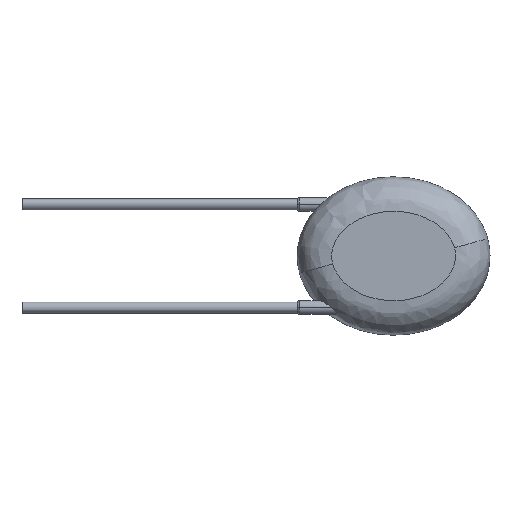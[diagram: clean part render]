
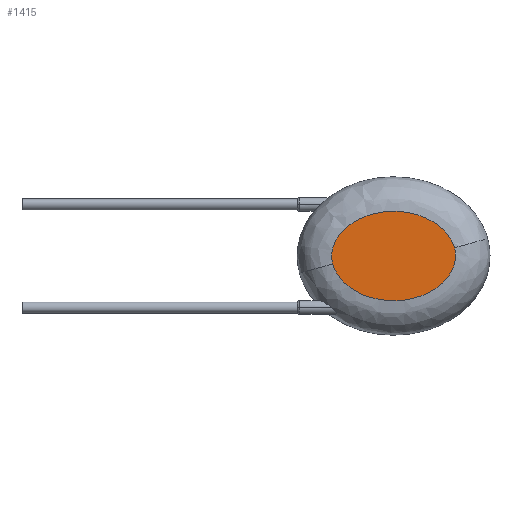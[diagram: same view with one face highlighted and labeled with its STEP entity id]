
A CAD part, left-side view. The second image highlights one B-rep face of the part: STEP entity #1415.
In plain terms, the highlighted planar face has unit normal (-1, 0, 0).
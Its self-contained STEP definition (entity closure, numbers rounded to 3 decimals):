
#64 = CARTESIAN_POINT ( 'NONE',  ( 0., -4.502, 0.097 ) ) ;
#76 = CARTESIAN_POINT ( 'NONE',  ( 0., 1.424, -3.083 ) ) ;
#195 = CARTESIAN_POINT ( 'NONE',  ( 0., -0.424, 3.257 ) ) ;
#204 = CARTESIAN_POINT ( 'NONE',  ( 0., -4.215, -1.14 ) ) ;
#215 = CARTESIAN_POINT ( 'NONE',  ( 0., -3.254, 2.23 ) ) ;
#236 = CARTESIAN_POINT ( 'NONE',  ( 0., 3.82, -1.703 ) ) ;
#251 = CARTESIAN_POINT ( 'NONE',  ( 0., 4.408, 0.683 ) ) ;
#288 = PLANE ( 'NONE',  #1368 ) ;
#300 = CARTESIAN_POINT ( 'NONE',  ( 0., 0., 0. ) ) ;
#331 = CARTESIAN_POINT ( 'NONE',  ( 0., -2.831, 2.515 ) ) ;
#360 = CARTESIAN_POINT ( 'NONE',  ( 0., -3.588, -1.946 ) ) ;
#370 = CARTESIAN_POINT ( 'NONE',  ( 0., -4.476, 0.35 ) ) ;
#414 = B_SPLINE_CURVE_WITH_KNOTS ( 'NONE', 3,
 ( #877, #890, #1610, #1177, #1590, #907, #215, #331, #1452, #771, #1332, #195, #1189, #809, #1798, #942, #1089, #1787, #1228, #817, #786, #1664, #1213, #1220, #1508, #251, #531, #522, #1383, #1647 ),
 .UNSPECIFIED., .F., .F.,
 ( 4, 2, 2, 2, 2, 2, 2, 2, 2, 2, 2, 2, 2, 2, 4 ),
 ( 0.013, 0.014, 0.014, 0.015, 0.016, 0.018, 0.019, 0.02, 0.021, 0.021, 0.022, 0.023, 0.024, 0.024, 0.025 ),
 .UNSPECIFIED. ) ;
#478 = CARTESIAN_POINT ( 'NONE',  ( 0., 3.46, -2.063 ) ) ;
#487 = CARTESIAN_POINT ( 'NONE',  ( 0., 4.422, -0.586 ) ) ;
#498 = CARTESIAN_POINT ( 'NONE',  ( 0., -4.082, -1.36 ) ) ;
#508 = CARTESIAN_POINT ( 'NONE',  ( 0., -2.543, -2.672 ) ) ;
#522 = CARTESIAN_POINT ( 'NONE',  ( 0., 4.513, -0.079 ) ) ;
#531 = CARTESIAN_POINT ( 'NONE',  ( 0., 4.472, 0.435 ) ) ;
#627 = CARTESIAN_POINT ( 'NONE',  ( 0., 2.153, -2.848 ) ) ;
#655 = CARTESIAN_POINT ( 'NONE',  ( 0., 2.836, -2.512 ) ) ;
#663 = EDGE_CURVE ( 'NONE', #1669, #887, #414, .T. ) ;
#702 = EDGE_LOOP ( 'NONE', ( #1555, #1040 ) ) ;
#771 = CARTESIAN_POINT ( 'NONE',  ( 0., -1.918, 2.956 ) ) ;
#781 = CARTESIAN_POINT ( 'NONE',  ( 0., 3.984, -1.502 ) ) ;
#786 = CARTESIAN_POINT ( 'NONE',  ( 0., 3.186, 2.282 ) ) ;
#792 = CARTESIAN_POINT ( 'NONE',  ( 0., -2.984, -2.419 ) ) ;
#809 = CARTESIAN_POINT ( 'NONE',  ( 0., 0.841, 3.196 ) ) ;
#817 = CARTESIAN_POINT ( 'NONE',  ( 0., 2.976, 2.424 ) ) ;
#867 = DIRECTION ( 'NONE',  ( 0., 0., -1. ) ) ;
#877 = CARTESIAN_POINT ( 'NONE',  ( 0., -4.419, 0.597 ) ) ;
#887 = VERTEX_POINT ( 'NONE', #1180 ) ;
#890 = CARTESIAN_POINT ( 'NONE',  ( 0., -4.353, 0.842 ) ) ;
#895 = CARTESIAN_POINT ( 'NONE',  ( 0., -4.453, 0.475 ) ) ;
#905 = CARTESIAN_POINT ( 'NONE',  ( 0., -4.465, -0.414 ) ) ;
#907 = CARTESIAN_POINT ( 'NONE',  ( 0., -3.451, 2.071 ) ) ;
#921 = CARTESIAN_POINT ( 'NONE',  ( 0., 4.356, -0.836 ) ) ;
#937 = CARTESIAN_POINT ( 'NONE',  ( 0., -1.098, -3.154 ) ) ;
#942 = CARTESIAN_POINT ( 'NONE',  ( 0., 1.587, 3.04 ) ) ;
#1030 = CARTESIAN_POINT ( 'NONE',  ( 0., -0.342, -3.246 ) ) ;
#1039 = CARTESIAN_POINT ( 'NONE',  ( 0., 1.177, -3.139 ) ) ;
#1040 = ORIENTED_EDGE ( 'NONE', *, *, #663, .T. ) ;
#1076 = CARTESIAN_POINT ( 'NONE',  ( 0., -4.419, 0.597 ) ) ;
#1089 = CARTESIAN_POINT ( 'NONE',  ( 0., 1.829, 2.967 ) ) ;
#1166 = CARTESIAN_POINT ( 'NONE',  ( 0., 3.258, -2.226 ) ) ;
#1175 = CARTESIAN_POINT ( 'NONE',  ( 0., 0.678, -3.217 ) ) ;
#1177 = CARTESIAN_POINT ( 'NONE',  ( 0., -3.977, 1.511 ) ) ;
#1180 = CARTESIAN_POINT ( 'NONE',  ( 0., 4.422, -0.586 ) ) ;
#1187 = CARTESIAN_POINT ( 'NONE',  ( 0., 2.615, -2.635 ) ) ;
#1189 = CARTESIAN_POINT ( 'NONE',  ( 0., 0.082, 3.271 ) ) ;
#1196 = CARTESIAN_POINT ( 'NONE',  ( 0., -2.314, -2.78 ) ) ;
#1207 = CARTESIAN_POINT ( 'NONE',  ( 0., 0.425, -3.24 ) ) ;
#1213 = CARTESIAN_POINT ( 'NONE',  ( 0., 3.758, 1.774 ) ) ;
#1220 = CARTESIAN_POINT ( 'NONE',  ( 0., 4.072, 1.374 ) ) ;
#1228 = CARTESIAN_POINT ( 'NONE',  ( 0., 2.534, 2.677 ) ) ;
#1273 = CARTESIAN_POINT ( 'NONE',  ( 0., -4.419, 0.597 ) ) ;
#1316 = CARTESIAN_POINT ( 'NONE',  ( 0., -1.84, -2.963 ) ) ;
#1332 = CARTESIAN_POINT ( 'NONE',  ( 0., -1.434, 3.098 ) ) ;
#1341 = CARTESIAN_POINT ( 'NONE',  ( 0., 1.912, -2.939 ) ) ;
#1368 = AXIS2_PLACEMENT_3D ( 'NONE', #300, #1440, #867 ) ;
#1383 = CARTESIAN_POINT ( 'NONE',  ( 0., 4.489, -0.336 ) ) ;
#1415 = ADVANCED_FACE ( 'NONE', ( #1431 ), #288, .F. ) ;
#1431 = FACE_OUTER_BOUND ( 'NONE', #702, .T. ) ;
#1440 = DIRECTION ( 'NONE',  ( 1., 0., 0. ) ) ;
#1452 = CARTESIAN_POINT ( 'NONE',  ( 0., -2.606, 2.64 ) ) ;
#1459 = CARTESIAN_POINT ( 'NONE',  ( 0., 4.251, -1.067 ) ) ;
#1484 = EDGE_CURVE ( 'NONE', #887, #1669, #1727, .T. ) ;
#1493 = CARTESIAN_POINT ( 'NONE',  ( 0., -4.485, -0.289 ) ) ;
#1502 = CARTESIAN_POINT ( 'NONE',  ( 0., -4.364, -0.785 ) ) ;
#1508 = CARTESIAN_POINT ( 'NONE',  ( 0., 4.207, 1.155 ) ) ;
#1555 = ORIENTED_EDGE ( 'NONE', *, *, #1484, .T. ) ;
#1590 = CARTESIAN_POINT ( 'NONE',  ( 0., -3.813, 1.711 ) ) ;
#1599 = CARTESIAN_POINT ( 'NONE',  ( 0., -0.847, -3.195 ) ) ;
#1610 = CARTESIAN_POINT ( 'NONE',  ( 0., -4.245, 1.079 ) ) ;
#1619 = CARTESIAN_POINT ( 'NONE',  ( 0., -4.404, -0.662 ) ) ;
#1633 = CARTESIAN_POINT ( 'NONE',  ( 0., -4.503, -0.033 ) ) ;
#1643 = CARTESIAN_POINT ( 'NONE',  ( 0., -0.085, -3.255 ) ) ;
#1647 = CARTESIAN_POINT ( 'NONE',  ( 0., 4.422, -0.586 ) ) ;
#1664 = CARTESIAN_POINT ( 'NONE',  ( 0., 3.576, 1.957 ) ) ;
#1669 = VERTEX_POINT ( 'NONE', #1273 ) ;
#1727 = B_SPLINE_CURVE_WITH_KNOTS ( 'NONE', 3,
 ( #487, #921, #1459, #781, #236, #478, #1166, #655, #1187, #627, #1341, #76, #1039, #1175, #1207, #1643, #1030, #1599, #937, #1744, #1316, #1196, #508, #792, #1753, #360, #1733, #498, #204, #1502, #1619, #905, #1493, #1633, #64, #370, #895, #1076 ),
 .UNSPECIFIED., .F., .F.,
 ( 4, 2, 2, 2, 2, 2, 2, 2, 2, 2, 2, 2, 2, 2, 2, 2, 2, 2, 4 ),
 ( 0.001, 0.001, 0.002, 0.003, 0.004, 0.004, 0.005, 0.006, 0.007, 0.008, 0.008, 0.009, 0.01, 0.011, 0.011, 0.012, 0.012, 0.013, 0.013 ),
 .UNSPECIFIED. ) ;
#1733 = CARTESIAN_POINT ( 'NONE',  ( 0., -3.766, -1.765 ) ) ;
#1744 = CARTESIAN_POINT ( 'NONE',  ( 0., -1.594, -3.038 ) ) ;
#1753 = CARTESIAN_POINT ( 'NONE',  ( 0., -3.198, -2.273 ) ) ;
#1787 = CARTESIAN_POINT ( 'NONE',  ( 0., 2.301, 2.786 ) ) ;
#1798 = CARTESIAN_POINT ( 'NONE',  ( 0., 1.094, 3.155 ) ) ;
